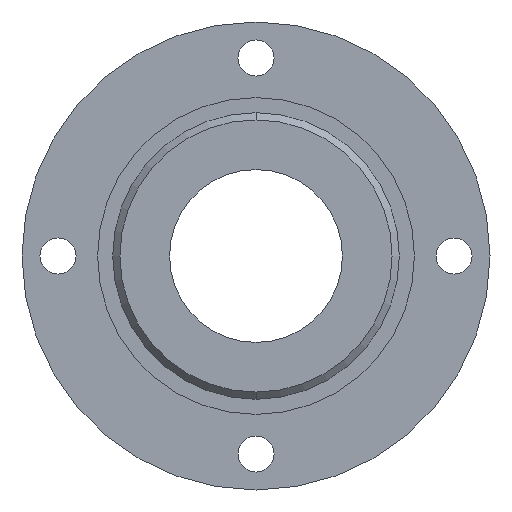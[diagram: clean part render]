
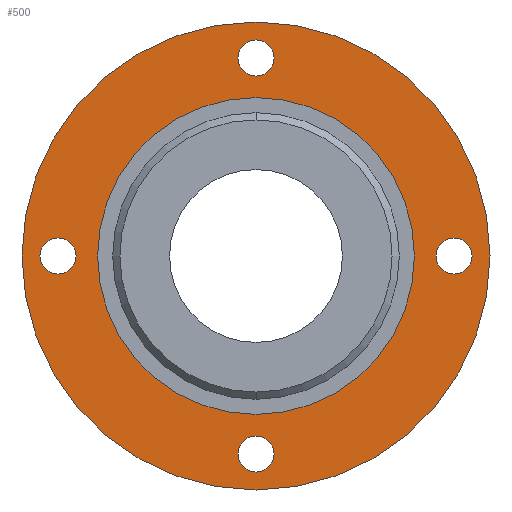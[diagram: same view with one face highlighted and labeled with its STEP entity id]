
A CAD part, front view. The second image highlights one B-rep face of the part: STEP entity #500.
In plain terms, the highlighted planar face has unit normal (0, -1, 0).
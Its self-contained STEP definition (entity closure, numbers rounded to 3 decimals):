
#2 = DIRECTION ( 'NONE',  ( 0., 0., 1. ) ) ;
#7 = DIRECTION ( 'NONE',  ( 0., 1., 0. ) ) ;
#16 = EDGE_LOOP ( 'NONE', ( #65, #810 ) ) ;
#20 = EDGE_CURVE ( 'NONE', #504, #137, #713, .T. ) ;
#26 = EDGE_CURVE ( 'NONE', #840, #1002, #507, .T. ) ;
#29 = CARTESIAN_POINT ( 'NONE',  ( 0., 10., -25. ) ) ;
#31 = CARTESIAN_POINT ( 'NONE',  ( 0., 10., -30. ) ) ;
#33 = CARTESIAN_POINT ( 'NONE',  ( 0., 10., 32.5 ) ) ;
#63 = DIRECTION ( 'NONE',  ( 0., 1., 0. ) ) ;
#65 = ORIENTED_EDGE ( 'NONE', *, *, #1020, .T. ) ;
#74 = DIRECTION ( 'NONE',  ( 0., 1., 0. ) ) ;
#83 = DIRECTION ( 'NONE',  ( 0., 0., 1. ) ) ;
#93 = AXIS2_PLACEMENT_3D ( 'NONE', #1096, #298, #836 ) ;
#112 = CARTESIAN_POINT ( 'NONE',  ( -27.5, 10., 2.5 ) ) ;
#131 = VERTEX_POINT ( 'NONE', #821 ) ;
#137 = VERTEX_POINT ( 'NONE', #890 ) ;
#147 = EDGE_LOOP ( 'NONE', ( #545, #511 ) ) ;
#149 = CARTESIAN_POINT ( 'NONE',  ( 0., 10., 0. ) ) ;
#155 = ORIENTED_EDGE ( 'NONE', *, *, #233, .T. ) ;
#158 = PLANE ( 'NONE',  #707 ) ;
#166 = AXIS2_PLACEMENT_3D ( 'NONE', #149, #324, #848 ) ;
#190 = EDGE_CURVE ( 'NONE', #339, #1038, #839, .T. ) ;
#201 = ORIENTED_EDGE ( 'NONE', *, *, #894, .T. ) ;
#204 = CARTESIAN_POINT ( 'NONE',  ( 0., 10., -32.5 ) ) ;
#206 = AXIS2_PLACEMENT_3D ( 'NONE', #680, #63, #708 ) ;
#210 = AXIS2_PLACEMENT_3D ( 'NONE', #979, #7, #83 ) ;
#233 = EDGE_CURVE ( 'NONE', #137, #504, #629, .T. ) ;
#253 = EDGE_LOOP ( 'NONE', ( #155, #456 ) ) ;
#255 = FACE_BOUND ( 'NONE', #16, .T. ) ;
#274 = EDGE_LOOP ( 'NONE', ( #1118, #1124 ) ) ;
#278 = AXIS2_PLACEMENT_3D ( 'NONE', #1001, #409, #297 ) ;
#284 = CIRCLE ( 'NONE', #933, 2.5 ) ;
#291 = EDGE_CURVE ( 'NONE', #742, #666, #564, .T. ) ;
#297 = DIRECTION ( 'NONE',  ( 0., 0., 1. ) ) ;
#298 = DIRECTION ( 'NONE',  ( 0., 1., 0. ) ) ;
#304 = ORIENTED_EDGE ( 'NONE', *, *, #190, .F. ) ;
#324 = DIRECTION ( 'NONE',  ( 0., 1., 0. ) ) ;
#330 = VERTEX_POINT ( 'NONE', #29 ) ;
#339 = VERTEX_POINT ( 'NONE', #33 ) ;
#351 = CIRCLE ( 'NONE', #93, 2.5 ) ;
#368 = CIRCLE ( 'NONE', #988, 2.5 ) ;
#389 = EDGE_CURVE ( 'NONE', #330, #952, #351, .T. ) ;
#409 = DIRECTION ( 'NONE',  ( 0., 1., 0. ) ) ;
#425 = CARTESIAN_POINT ( 'NONE',  ( 0., 10., 22. ) ) ;
#426 = DIRECTION ( 'NONE',  ( 0., 1., 0. ) ) ;
#434 = AXIS2_PLACEMENT_3D ( 'NONE', #632, #1062, #1072 ) ;
#456 = ORIENTED_EDGE ( 'NONE', *, *, #20, .T. ) ;
#460 = CIRCLE ( 'NONE', #278, 2.5 ) ;
#466 = CARTESIAN_POINT ( 'NONE',  ( 0., 10., 27.5 ) ) ;
#487 = VERTEX_POINT ( 'NONE', #526 ) ;
#500 = ADVANCED_FACE ( 'NONE', ( #255, #961, #532, #515, #1146, #801 ), #158, .F. ) ;
#501 = EDGE_LOOP ( 'NONE', ( #1048, #201 ) ) ;
#502 = DIRECTION ( 'NONE',  ( 0., 0., 1. ) ) ;
#504 = VERTEX_POINT ( 'NONE', #425 ) ;
#507 = CIRCLE ( 'NONE', #641, 2.5 ) ;
#511 = ORIENTED_EDGE ( 'NONE', *, *, #1012, .T. ) ;
#515 = FACE_BOUND ( 'NONE', #147, .T. ) ;
#526 = CARTESIAN_POINT ( 'NONE',  ( 27.5, 10., 2.5 ) ) ;
#532 = FACE_BOUND ( 'NONE', #274, .T. ) ;
#534 = CARTESIAN_POINT ( 'NONE',  ( 27.5, 10., 0. ) ) ;
#536 = AXIS2_PLACEMENT_3D ( 'NONE', #893, #624, #879 ) ;
#545 = ORIENTED_EDGE ( 'NONE', *, *, #26, .T. ) ;
#546 = DIRECTION ( 'NONE',  ( 0., 0., 1. ) ) ;
#564 = CIRCLE ( 'NONE', #923, 2.5 ) ;
#604 = CARTESIAN_POINT ( 'NONE',  ( 0., 10., 30. ) ) ;
#624 = DIRECTION ( 'NONE',  ( 0., 1., 0. ) ) ;
#629 = CIRCLE ( 'NONE', #210, 22. ) ;
#632 = CARTESIAN_POINT ( 'NONE',  ( 0., 10., 0. ) ) ;
#641 = AXIS2_PLACEMENT_3D ( 'NONE', #1058, #426, #1037 ) ;
#659 = CIRCLE ( 'NONE', #166, 32.5 ) ;
#666 = VERTEX_POINT ( 'NONE', #752 ) ;
#680 = CARTESIAN_POINT ( 'NONE',  ( 0., 10., 0. ) ) ;
#691 = EDGE_LOOP ( 'NONE', ( #929, #304 ) ) ;
#697 = EDGE_CURVE ( 'NONE', #131, #487, #368, .T. ) ;
#707 = AXIS2_PLACEMENT_3D ( 'NONE', #795, #74, #2 ) ;
#708 = DIRECTION ( 'NONE',  ( 0., 0., 1. ) ) ;
#713 = CIRCLE ( 'NONE', #206, 22. ) ;
#724 = AXIS2_PLACEMENT_3D ( 'NONE', #466, #826, #744 ) ;
#725 = DIRECTION ( 'NONE',  ( 0., 1., 0. ) ) ;
#735 = EDGE_CURVE ( 'NONE', #952, #330, #892, .T. ) ;
#742 = VERTEX_POINT ( 'NONE', #604 ) ;
#744 = DIRECTION ( 'NONE',  ( 0., 0., 1. ) ) ;
#752 = CARTESIAN_POINT ( 'NONE',  ( 0., 10., 25. ) ) ;
#795 = CARTESIAN_POINT ( 'NONE',  ( 0., 10., 0. ) ) ;
#801 = FACE_OUTER_BOUND ( 'NONE', #691, .T. ) ;
#810 = ORIENTED_EDGE ( 'NONE', *, *, #291, .T. ) ;
#821 = CARTESIAN_POINT ( 'NONE',  ( 27.5, 10., -2.5 ) ) ;
#826 = DIRECTION ( 'NONE',  ( 0., 1., 0. ) ) ;
#836 = DIRECTION ( 'NONE',  ( 0., 0., 1. ) ) ;
#839 = CIRCLE ( 'NONE', #434, 32.5 ) ;
#840 = VERTEX_POINT ( 'NONE', #943 ) ;
#848 = DIRECTION ( 'NONE',  ( 0., 0., 1. ) ) ;
#879 = DIRECTION ( 'NONE',  ( 0., 0., 1. ) ) ;
#881 = CARTESIAN_POINT ( 'NONE',  ( 0., 10., 27.5 ) ) ;
#890 = CARTESIAN_POINT ( 'NONE',  ( 0., 10., -22. ) ) ;
#892 = CIRCLE ( 'NONE', #536, 2.5 ) ;
#893 = CARTESIAN_POINT ( 'NONE',  ( 0., 10., -27.5 ) ) ;
#894 = EDGE_CURVE ( 'NONE', #487, #131, #284, .T. ) ;
#923 = AXIS2_PLACEMENT_3D ( 'NONE', #881, #725, #546 ) ;
#929 = ORIENTED_EDGE ( 'NONE', *, *, #972, .F. ) ;
#933 = AXIS2_PLACEMENT_3D ( 'NONE', #1111, #950, #502 ) ;
#943 = CARTESIAN_POINT ( 'NONE',  ( -27.5, 10., -2.5 ) ) ;
#950 = DIRECTION ( 'NONE',  ( 0., 1., 0. ) ) ;
#952 = VERTEX_POINT ( 'NONE', #31 ) ;
#961 = FACE_BOUND ( 'NONE', #501, .T. ) ;
#972 = EDGE_CURVE ( 'NONE', #1038, #339, #659, .T. ) ;
#979 = CARTESIAN_POINT ( 'NONE',  ( 0., 10., 0. ) ) ;
#988 = AXIS2_PLACEMENT_3D ( 'NONE', #534, #1154, #1066 ) ;
#1001 = CARTESIAN_POINT ( 'NONE',  ( -27.5, 10., 0. ) ) ;
#1002 = VERTEX_POINT ( 'NONE', #112 ) ;
#1012 = EDGE_CURVE ( 'NONE', #1002, #840, #460, .T. ) ;
#1020 = EDGE_CURVE ( 'NONE', #666, #742, #1108, .T. ) ;
#1037 = DIRECTION ( 'NONE',  ( 0., 0., 1. ) ) ;
#1038 = VERTEX_POINT ( 'NONE', #204 ) ;
#1048 = ORIENTED_EDGE ( 'NONE', *, *, #697, .T. ) ;
#1058 = CARTESIAN_POINT ( 'NONE',  ( -27.5, 10., 0. ) ) ;
#1062 = DIRECTION ( 'NONE',  ( 0., 1., 0. ) ) ;
#1066 = DIRECTION ( 'NONE',  ( 0., 0., 1. ) ) ;
#1072 = DIRECTION ( 'NONE',  ( 0., 0., 1. ) ) ;
#1096 = CARTESIAN_POINT ( 'NONE',  ( 0., 10., -27.5 ) ) ;
#1108 = CIRCLE ( 'NONE', #724, 2.5 ) ;
#1111 = CARTESIAN_POINT ( 'NONE',  ( 27.5, 10., 0. ) ) ;
#1118 = ORIENTED_EDGE ( 'NONE', *, *, #735, .T. ) ;
#1124 = ORIENTED_EDGE ( 'NONE', *, *, #389, .T. ) ;
#1146 = FACE_BOUND ( 'NONE', #253, .T. ) ;
#1154 = DIRECTION ( 'NONE',  ( 0., 1., 0. ) ) ;
